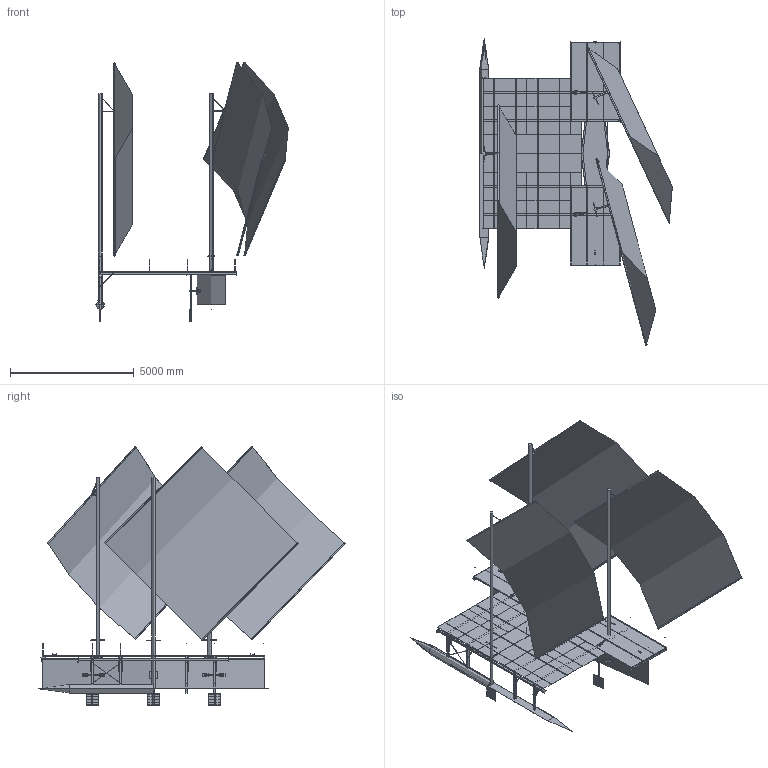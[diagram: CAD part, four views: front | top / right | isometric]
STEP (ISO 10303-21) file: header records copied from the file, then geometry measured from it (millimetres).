
FILE_DESCRIPTION(('FreeCAD Model'),'2;1');
FILE_NAME('Open CASCADE Shape Model','2026-01-22T11:53:46',(''),(''), 'Open CASCADE STEP processor 7.8','FreeCAD','Unknown');
FILE_SCHEMA(('AUTOMOTIVE_DESIGN { 1 0 10303 214 1 1 1 1 }'));
Length unit declared in the file: millimetre
Products named in the file (184): rp2_closehaul_design; Mirrored_Biru; Aka_0__aluminum_; Stanchion_0__steel_; Pillar_0__aluminum_; Open CASCADE STEP translator 7.8 1.1.3.1; Pillar_Brace_Kuning_0__aluminum_; Open CASCADE STEP translator 7.8 1.1.4.1; Pillar_Brace_Biru_0__aluminum_; Open CASCADE STEP translator 7.8 1.1.5.1; Aka_1__aluminum_; Stanchion_1__steel_; Pillar_1__aluminum_; Open CASCADE STEP translator 7.8 1.1.8.1; Pillar_Brace_Kuning_1__aluminum_; Open CASCADE STEP translator 7.8 1.1.9.1; Pillar_Brace_Biru_1__aluminum_; Open CASCADE STEP translator 7.8 1.1.10.1; Cross_Brace_1_0__aluminum_; Cross_Brace_2_0__aluminum_; Aka_End__aluminum_; Aka_End_Towing_Hook__steel_; Spine_Towing_Hook__steel_; Outer_Stanchion__aluminum_; Center_Stanchion__aluminum_; Inner_Stanchion__aluminum_; Stringer_a_0__aluminum_; Open CASCADE STEP translator 7.8 1.1.19.1; Stringer_b_0__aluminum_; Open CASCADE STEP translator 7.8 1.1.20.1; Stringer_a_1__aluminum_; Open CASCADE STEP translator 7.8 1.1.21.1; Stringer_b_1__aluminum_; Open CASCADE STEP translator 7.8 1.1.22.1; Panel_0_0__solar_; Panel_0_1__solar_dark_; Panel_1_0__solar_dark_; Panel_1_1__solar_; Deck_Stringer_0__aluminum_; Open CASCADE STEP translator 7.8 1.1.27.1 ...
Assembly tree (511 placements, depth 4):
  rp2_closehaul_design
    Mirrored_Biru
      Aka_0__aluminum_
      Stanchion_0__steel_
      Pillar_0__aluminum_
        Open CASCADE STEP translator 7.8 1.1.3.1
      Pillar_Brace_Kuning_0__aluminum_
        Open CASCADE STEP translator 7.8 1.1.4.1
      Pillar_Brace_Biru_0__aluminum_
        Open CASCADE STEP translator 7.8 1.1.5.1
      Aka_1__aluminum_
      Stanchion_1__steel_
      Pillar_1__aluminum_
        Open CASCADE STEP translator 7.8 1.1.8.1
      Pillar_Brace_Kuning_1__aluminum_
        Open CASCADE STEP translator 7.8 1.1.9.1
      Pillar_Brace_Biru_1__aluminum_
        Open CASCADE STEP translator 7.8 1.1.10.1
      Cross_Brace_1_0__aluminum_
      Cross_Brace_2_0__aluminum_
      Aka_End__aluminum_
      Aka_End_Towing_Hook__steel_
      Spine_Towing_Hook__steel_
      Outer_Stanchion__aluminum_
      Center_Stanchion__aluminum_
      Inner_Stanchion__aluminum_
      Stringer_a_0__aluminum_
        Open CASCADE STEP translator 7.8 1.1.19.1
      Stringer_b_0__aluminum_
        Open CASCADE STEP translator 7.8 1.1.20.1
      Stringer_a_1__aluminum_
        Open CASCADE STEP translator 7.8 1.1.21.1
      Stringer_b_1__aluminum_
        Open CASCADE STEP translator 7.8 1.1.22.1
      Panel_0_0__solar_
      Panel_0_1__solar_dark_
      Panel_1_0__solar_dark_
      Panel_1_1__solar_
      Deck_Stringer_0__aluminum_
        Open CASCADE STEP translator 7.8 1.1.27.1
      Deck_Stringer_1__aluminum_
        Open CASCADE STEP translator 7.8 1.1.28.1
      Deck_Stringer_2__aluminum_
        Open CASCADE STEP translator 7.8 1.1.29.1
      Deck_Stringer_3__aluminum_
        Open CASCADE STEP translator 7.8 1.1.30.1
      Deck__plywood_
      Test_Cleat__steel_
      Mast_Partner__wood_
      Mast_Step__aluminum_
      Rudder_Vaka_Mount_A__aluminum_
      Rudder_Vaka_Mount_a_backing_plate__aluminum_
      Rudder_Vaka_Mount_b__aluminum_
      rudder_vaka_mount_b_backing_plate__aluminum_
      Crossdeck__plywood_
      Trap_Cover__plywood_
      Ama_pipe_upper__pvc_
      Ama_pipe_lower__pvc_bottom_
      Ama_Body_Foam__foam_
      Ama_Cone_Upper__pvc_
Bounding box: 7786.79 x 12407.41 x 10480.99 mm (x, y, z)
Volume: 36966883223.9 mm3; surface area: 1329492028.7 mm2
Topology: 432 solids, 453 shells, 2892 faces, 6075 edges, 4020 vertices
Faces by surface type: plane 1488, bspline 1077, cylinder 246, extrusion 54, cone 15, torus 6, sphere 6
Full cylindrical faces by diameter (mm): 5 x6, 10 x36, 14 x21, 16 x6, 19 x6, 20 x21, 25 x6, 50 x6, 57.9 x12, 63.5 x12, 80 x6, 139.7 x6, 150 x6, 152.4 x9, 170 x30, 174 x3, 252.4 x3, 350 x3
Entity records: 32535 total; most frequent: CARTESIAN_POINT 9003, ORIENTED_EDGE 4002, DIRECTION 3643, EDGE_CURVE 2001, VERTEX_POINT 1340, AXIS2_PLACEMENT_3D 1312, FACE_BOUND 1105, EDGE_LOOP 1105
